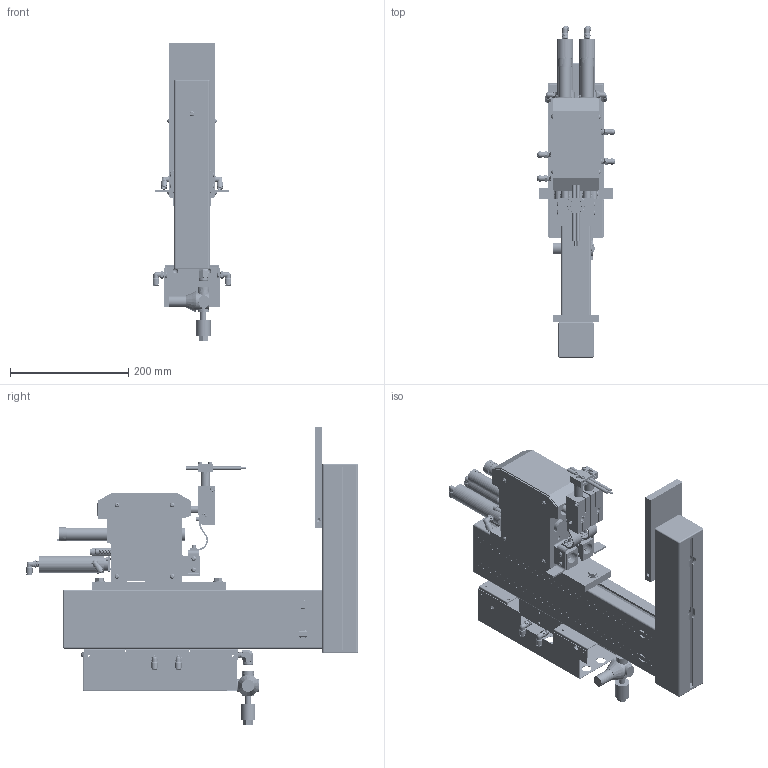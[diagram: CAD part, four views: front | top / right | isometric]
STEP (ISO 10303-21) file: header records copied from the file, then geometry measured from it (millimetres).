
FILE_DESCRIPTION (( 'STEP AP214' ), '1' );
FILE_NAME ('89A EZ Assembly.STEP', '2015-08-06T16:03:42', ( 'user' ), ( '' ), 'SwSTEP 2.0', 'SolidWorks 2012', '' );
FILE_SCHEMA (( 'AUTOMOTIVE_DESIGN' ));
Length unit declared in the file: millimetre
Products named in the file (13): 4-32747-01 89A Weld Flexure; 89A Body; 89A Adapter Electrode-02; 89A Adapter Electrode-01; 4-31590-02 Adapter; 4-31716-01 Electrode; 89A Electrode Holder; 89A Mounting Plate; 89A Table Electrode; 4-35473-01 Dual EZ Air; 4-39250-01 Stand Vertical; 4-39249-01 Stand Horizontal; 89A EZ Assembly
Assembly tree (16 placements, depth 2):
  89A EZ Assembly
    4-39249-01 Stand Horizontal
    4-39250-01 Stand Vertical
    4-35473-01 Dual EZ Air
    89A Table Electrode
    89A Mounting Plate
    89A Electrode Holder  x2
    4-31716-01 Electrode  x2
    4-31590-02 Adapter  x2
    89A Adapter Electrode-01
    89A Adapter Electrode-02
    89A Body
    4-32747-01 89A Weld Flexure  x2
Bounding box: 132.74 x 560.54 x 503.09 mm (x, y, z)
Volume: 3190369.5 mm3; surface area: 1652843.7 mm2
Topology: 122 solids, 129 shells, 3523 faces, 8503 edges, 5389 vertices
Faces by surface type: plane 1558, cylinder 968, cone 706, bspline 216, sphere 39, torus 36
Full cylindrical faces by diameter (mm): 1.524 x4, 2.362 x2, 3.048 x4, 3.175 x2, 3.454 x24, 3.581 x6, 4.039 x4, 4.166 x4, 4.216 x16, 4.318 x4, 4.394 x22, 4.75 x12, 4.775 x12, 4.826 x2, 5.08 x16, 5.105 x2, 5.156 x8, 5.207 x4, 5.613 x4, 6.223 x2, 6.35 x49, 6.37 x2, 6.528 x2, 6.756 x4, 6.858 x18, 6.945 x8, 7.036 x1, 7.112 x4, 7.29 x8, 7.544 x2
Entity records: 249868 total; most frequent: CARTESIAN_POINT 140535, DIRECTION 14205, ORIENTED_EDGE 13999, EDGE_CURVE 7009, AXIS2_PLACEMENT_3D 5507, VERTEX_POINT 4783, EDGE_LOOP 4547, FACE_OUTER_BOUND 3757
